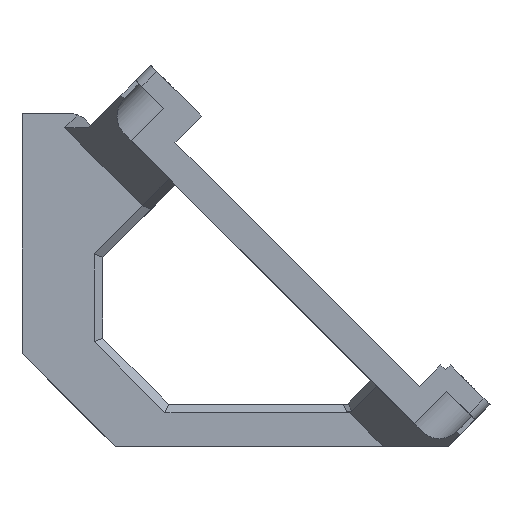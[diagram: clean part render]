
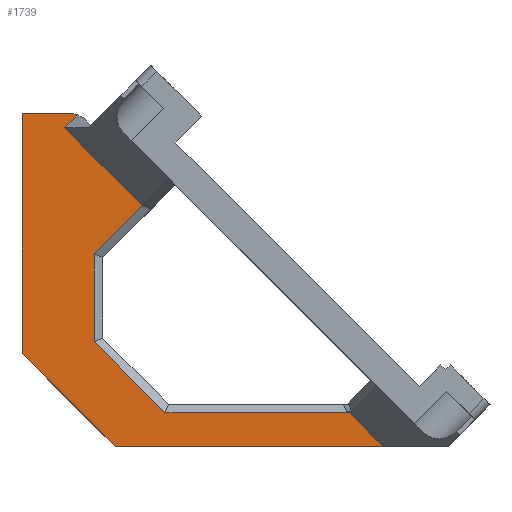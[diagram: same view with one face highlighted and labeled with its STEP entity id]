
A CAD part, top view. The second image highlights one B-rep face of the part: STEP entity #1739.
In plain terms, the highlighted planar face has unit normal (0, 0, 1).
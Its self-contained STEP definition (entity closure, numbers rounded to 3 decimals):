
#45=CIRCLE('',#1850,2.528);
#80=FACE_OUTER_BOUND('',#176,.T.);
#176=EDGE_LOOP('',(#1246,#1247,#1248,#1249,#1250,#1251,#1252,#1253,#1254,
#1255,#1256,#1257));
#267=LINE('',#2426,#495);
#318=LINE('',#2535,#546);
#322=LINE('',#2543,#550);
#325=LINE('',#2549,#553);
#328=LINE('',#2555,#556);
#342=LINE('',#2583,#570);
#347=LINE('',#2595,#575);
#348=LINE('',#2597,#576);
#349=LINE('',#2601,#577);
#350=LINE('',#2602,#578);
#351=LINE('',#2603,#579);
#495=VECTOR('',#1958,10.);
#546=VECTOR('',#2029,10.);
#550=VECTOR('',#2035,10.);
#553=VECTOR('',#2040,10.);
#556=VECTOR('',#2045,10.);
#570=VECTOR('',#2067,10.);
#575=VECTOR('',#2076,10.);
#576=VECTOR('',#2077,10.);
#577=VECTOR('',#2080,10.);
#578=VECTOR('',#2081,10.);
#579=VECTOR('',#2082,10.);
#722=VERTEX_POINT('',#2423);
#723=VERTEX_POINT('',#2425);
#770=VERTEX_POINT('',#2533);
#771=VERTEX_POINT('',#2534);
#774=VERTEX_POINT('',#2542);
#776=VERTEX_POINT('',#2548);
#778=VERTEX_POINT('',#2554);
#788=VERTEX_POINT('',#2582);
#793=VERTEX_POINT('',#2594);
#794=VERTEX_POINT('',#2596);
#795=VERTEX_POINT('',#2598);
#796=VERTEX_POINT('',#2600);
#889=EDGE_CURVE('',#723,#722,#267,.T.);
#943=EDGE_CURVE('',#770,#771,#318,.T.);
#947=EDGE_CURVE('',#771,#774,#322,.T.);
#950=EDGE_CURVE('',#774,#776,#325,.T.);
#953=EDGE_CURVE('',#776,#778,#328,.T.);
#967=EDGE_CURVE('',#788,#778,#342,.T.);
#973=EDGE_CURVE('',#770,#793,#347,.T.);
#974=EDGE_CURVE('',#794,#793,#348,.T.);
#975=EDGE_CURVE('',#794,#795,#45,.T.);
#976=EDGE_CURVE('',#796,#795,#349,.T.);
#977=EDGE_CURVE('',#796,#723,#350,.T.);
#978=EDGE_CURVE('',#722,#788,#351,.T.);
#1246=ORIENTED_EDGE('',*,*,#953,.F.);
#1247=ORIENTED_EDGE('',*,*,#950,.F.);
#1248=ORIENTED_EDGE('',*,*,#947,.F.);
#1249=ORIENTED_EDGE('',*,*,#943,.F.);
#1250=ORIENTED_EDGE('',*,*,#973,.T.);
#1251=ORIENTED_EDGE('',*,*,#974,.F.);
#1252=ORIENTED_EDGE('',*,*,#975,.T.);
#1253=ORIENTED_EDGE('',*,*,#976,.F.);
#1254=ORIENTED_EDGE('',*,*,#977,.T.);
#1255=ORIENTED_EDGE('',*,*,#889,.T.);
#1256=ORIENTED_EDGE('',*,*,#978,.T.);
#1257=ORIENTED_EDGE('',*,*,#967,.T.);
#1658=PLANE('',#1849);
#1739=ADVANCED_FACE('',(#80),#1658,.T.);
#1849=AXIS2_PLACEMENT_3D('',#2593,#2074,#2075);
#1850=AXIS2_PLACEMENT_3D('',#2599,#2078,#2079);
#1958=DIRECTION('',(0.707,-0.707,0.));
#2029=DIRECTION('',(-0.707,-0.707,0.));
#2035=DIRECTION('',(0.,-1.,0.));
#2040=DIRECTION('',(0.707,-0.707,0.));
#2045=DIRECTION('',(1.,0.,0.));
#2067=DIRECTION('',(-0.707,0.707,0.));
#2074=DIRECTION('center_axis',(0.,0.,1.));
#2075=DIRECTION('ref_axis',(1.,0.,0.));
#2076=DIRECTION('',(-0.707,0.707,0.));
#2077=DIRECTION('',(-0.707,-0.707,0.));
#2078=DIRECTION('center_axis',(0.,0.,1.));
#2079=DIRECTION('ref_axis',(0.707,0.707,0.));
#2080=DIRECTION('',(1.,0.,0.));
#2081=DIRECTION('',(0.,-1.,0.));
#2082=DIRECTION('',(1.,0.,0.));
#2423=CARTESIAN_POINT('',(11.,0.,0.));
#2425=CARTESIAN_POINT('',(0.,11.,0.));
#2426=CARTESIAN_POINT('',(4.039,6.961,0.));
#2533=CARTESIAN_POINT('',(14.228,28.454,0.));
#2534=CARTESIAN_POINT('',(8.528,22.754,0.));
#2535=CARTESIAN_POINT('',(13.393,27.619,0.));
#2542=CARTESIAN_POINT('',(8.528,12.371,0.));
#2543=CARTESIAN_POINT('',(8.528,17.643,0.));
#2548=CARTESIAN_POINT('',(16.899,4.,0.));
#2549=CARTESIAN_POINT('',(14.817,6.082,0.));
#2554=CARTESIAN_POINT('',(38.682,4.,0.));
#2555=CARTESIAN_POINT('',(33.044,4.,0.));
#2582=CARTESIAN_POINT('',(42.682,0.,0.));
#2583=CARTESIAN_POINT('',(15.184,27.497,0.));
#2593=CARTESIAN_POINT('Origin',(27.655,22.5,0.));
#2594=CARTESIAN_POINT('',(5.035,37.646,0.));
#2595=CARTESIAN_POINT('',(15.184,27.497,0.));
#2596=CARTESIAN_POINT('',(6.565,39.176,0.));
#2597=CARTESIAN_POINT('',(7.752,40.363,0.));
#2598=CARTESIAN_POINT('',(5.7,39.328,0.));
#2599=CARTESIAN_POINT('Origin',(5.7,36.8,0.));
#2600=CARTESIAN_POINT('',(0.,39.328,0.));
#2601=CARTESIAN_POINT('',(0.,39.328,0.));
#2602=CARTESIAN_POINT('',(0.,39.328,0.));
#2603=CARTESIAN_POINT('',(0.,0.,0.));
